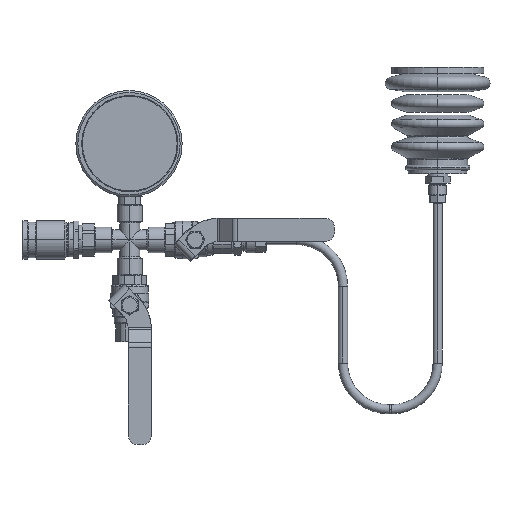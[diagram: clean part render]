
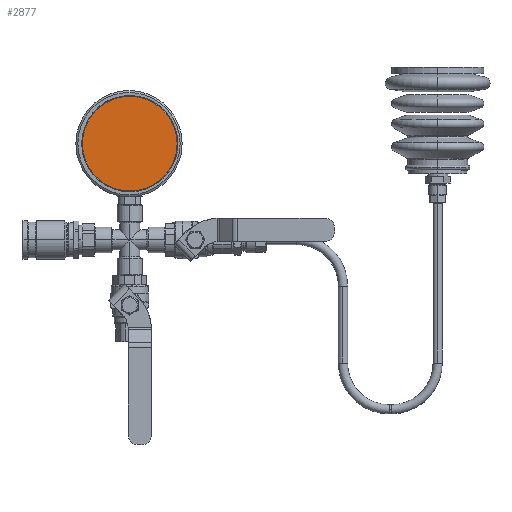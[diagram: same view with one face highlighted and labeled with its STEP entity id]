
A CAD part, top view. The second image highlights one B-rep face of the part: STEP entity #2877.
In plain terms, the highlighted planar face has unit normal (0, 0, 1).
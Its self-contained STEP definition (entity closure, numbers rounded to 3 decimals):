
#2369 = CIRCLE ( 'NONE', #12550, 30.75 ) ;
#2877 = ADVANCED_FACE ( 'NONE', ( #16994 ), #4799, .T. ) ;
#3753 = CARTESIAN_POINT ( 'NONE',  ( -30.75, 62.5, 22.103 ) ) ;
#4799 = PLANE ( 'NONE',  #9431 ) ;
#6573 = EDGE_LOOP ( 'NONE', ( #9129, #15344 ) ) ;
#6952 = DIRECTION ( 'NONE',  ( 0., 0., 1. ) ) ;
#7846 = CIRCLE ( 'NONE', #20250, 30.75 ) ;
#8634 = CARTESIAN_POINT ( 'NONE',  ( 30.75, 62.5, 22.103 ) ) ;
#9129 = ORIENTED_EDGE ( 'NONE', *, *, #28328, .T. ) ;
#9431 = AXIS2_PLACEMENT_3D ( 'NONE', #16778, #37350, #19751 ) ;
#10334 = DIRECTION ( 'NONE',  ( 0., 0., 1. ) ) ;
#12428 = EDGE_CURVE ( 'NONE', #31200, #26255, #2369, .T. ) ;
#12550 = AXIS2_PLACEMENT_3D ( 'NONE', #27908, #10334, #30859 ) ;
#15344 = ORIENTED_EDGE ( 'NONE', *, *, #12428, .T. ) ;
#16778 = CARTESIAN_POINT ( 'NONE',  ( 0., 62.5, 22.103 ) ) ;
#16994 = FACE_OUTER_BOUND ( 'NONE', #6573, .T. ) ;
#19751 = DIRECTION ( 'NONE',  ( 1., 0., 0. ) ) ;
#20250 = AXIS2_PLACEMENT_3D ( 'NONE', #24529, #6952, #27490 ) ;
#24529 = CARTESIAN_POINT ( 'NONE',  ( 0., 62.5, 22.103 ) ) ;
#26255 = VERTEX_POINT ( 'NONE', #8634 ) ;
#27490 = DIRECTION ( 'NONE',  ( 1., 0., 0. ) ) ;
#27908 = CARTESIAN_POINT ( 'NONE',  ( 0., 62.5, 22.103 ) ) ;
#28328 = EDGE_CURVE ( 'NONE', #26255, #31200, #7846, .T. ) ;
#30859 = DIRECTION ( 'NONE',  ( 1., 0., 0. ) ) ;
#31200 = VERTEX_POINT ( 'NONE', #3753 ) ;
#37350 = DIRECTION ( 'NONE',  ( 0., 0., 1. ) ) ;
